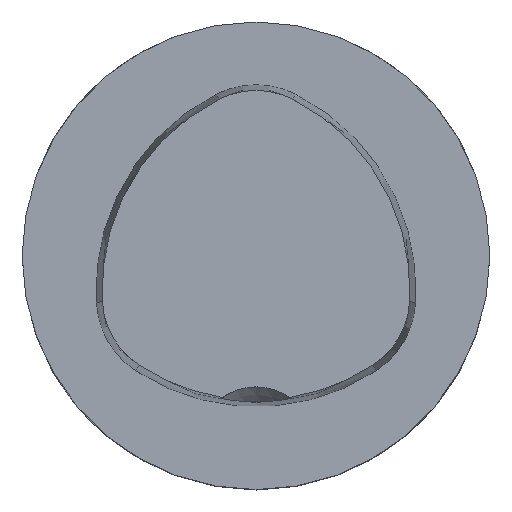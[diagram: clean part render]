
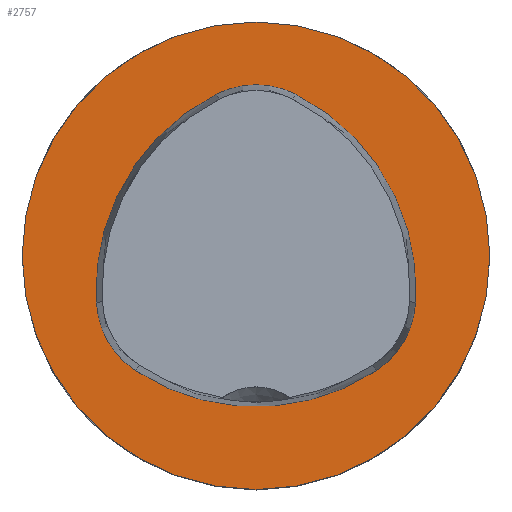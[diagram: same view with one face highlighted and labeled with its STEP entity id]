
A CAD part, top view. The second image highlights one B-rep face of the part: STEP entity #2757.
In plain terms, the highlighted planar face has unit normal (0, 0, 1).
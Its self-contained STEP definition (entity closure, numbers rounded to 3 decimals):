
#980=PLANE('',#7884);
#2757=ADVANCED_FACE('',(#2972,#2973),#980,.T.);
#2972=FACE_BOUND('',#3396,.T.);
#2973=FACE_BOUND('',#3397,.T.);
#3396=EDGE_LOOP('',(#5357,#5358,#5359,#5360,#5361,#5362));
#3397=EDGE_LOOP('',(#5363));
#5357=ORIENTED_EDGE('',*,*,#7057,.T.);
#5358=ORIENTED_EDGE('',*,*,#7055,.T.);
#5359=ORIENTED_EDGE('',*,*,#7053,.T.);
#5360=ORIENTED_EDGE('',*,*,#7051,.T.);
#5361=ORIENTED_EDGE('',*,*,#7049,.T.);
#5362=ORIENTED_EDGE('',*,*,#7046,.T.);
#5363=ORIENTED_EDGE('',*,*,#7013,.F.);
#6042=VERTEX_POINT('',#12410);
#6067=VERTEX_POINT('',#12493);
#6068=VERTEX_POINT('',#12494);
#6069=VERTEX_POINT('',#12499);
#6070=VERTEX_POINT('',#12503);
#6071=VERTEX_POINT('',#12507);
#6072=VERTEX_POINT('',#12511);
#7013=EDGE_CURVE('',#6042,#6042,#7256,.T.);
#7046=EDGE_CURVE('',#6067,#6068,#7274,.T.);
#7049=EDGE_CURVE('',#6069,#6067,#7275,.T.);
#7051=EDGE_CURVE('',#6070,#6069,#7276,.T.);
#7053=EDGE_CURVE('',#6071,#6070,#7277,.T.);
#7055=EDGE_CURVE('',#6072,#6071,#7278,.T.);
#7057=EDGE_CURVE('',#6068,#6072,#7279,.T.);
#7256=CIRCLE('',#7840,16.);
#7274=CIRCLE('',#7872,15.);
#7275=CIRCLE('',#7874,6.);
#7276=CIRCLE('',#7876,15.);
#7277=CIRCLE('',#7878,6.);
#7278=CIRCLE('',#7880,15.);
#7279=CIRCLE('',#7882,6.);
#7840=AXIS2_PLACEMENT_3D('',#12409,#9677,#9678);
#7872=AXIS2_PLACEMENT_3D('',#12492,#9751,#9752);
#7874=AXIS2_PLACEMENT_3D('',#12498,#9757,#9758);
#7876=AXIS2_PLACEMENT_3D('',#12502,#9762,#9763);
#7878=AXIS2_PLACEMENT_3D('',#12506,#9767,#9768);
#7880=AXIS2_PLACEMENT_3D('',#12510,#9772,#9773);
#7882=AXIS2_PLACEMENT_3D('',#12514,#9777,#9778);
#7884=AXIS2_PLACEMENT_3D('',#12516,#9781,#9782);
#9677=DIRECTION('',(0.,0.,-1.));
#9678=DIRECTION('',(1.,0.,0.));
#9751=DIRECTION('',(0.,0.,-1.));
#9752=DIRECTION('',(-0.866,0.5,0.));
#9757=DIRECTION('',(0.,0.,-1.));
#9758=DIRECTION('',(-0.866,-0.5,0.));
#9762=DIRECTION('',(0.,0.,-1.));
#9763=DIRECTION('',(0.,-1.,0.));
#9767=DIRECTION('',(0.,0.,-1.));
#9768=DIRECTION('',(0.866,-0.5,0.));
#9772=DIRECTION('',(0.,0.,-1.));
#9773=DIRECTION('',(0.866,0.5,0.));
#9777=DIRECTION('',(0.,0.,-1.));
#9778=DIRECTION('',(0.,1.,0.));
#9781=DIRECTION('',(0.,0.,1.));
#9782=DIRECTION('',(1.,0.,0.));
#12409=CARTESIAN_POINT('',(0.,0.,0.));
#12410=CARTESIAN_POINT('',(16.,0.,0.));
#12492=CARTESIAN_POINT('',(4.049,-2.338,0.));
#12493=CARTESIAN_POINT('',(-10.927,-3.192,0.));
#12494=CARTESIAN_POINT('',(-2.699,11.058,0.));
#12498=CARTESIAN_POINT('',(-4.936,-2.85,0.));
#12499=CARTESIAN_POINT('',(-8.227,-7.867,0.));
#12502=CARTESIAN_POINT('',(0.,4.675,0.));
#12503=CARTESIAN_POINT('',(8.227,-7.867,0.));
#12506=CARTESIAN_POINT('',(4.936,-2.85,0.));
#12507=CARTESIAN_POINT('',(10.927,-3.192,0.));
#12510=CARTESIAN_POINT('',(-4.049,-2.338,0.));
#12511=CARTESIAN_POINT('',(2.699,11.058,0.));
#12514=CARTESIAN_POINT('',(0.,5.7,0.));
#12516=CARTESIAN_POINT('',(-8.,0.,0.));
